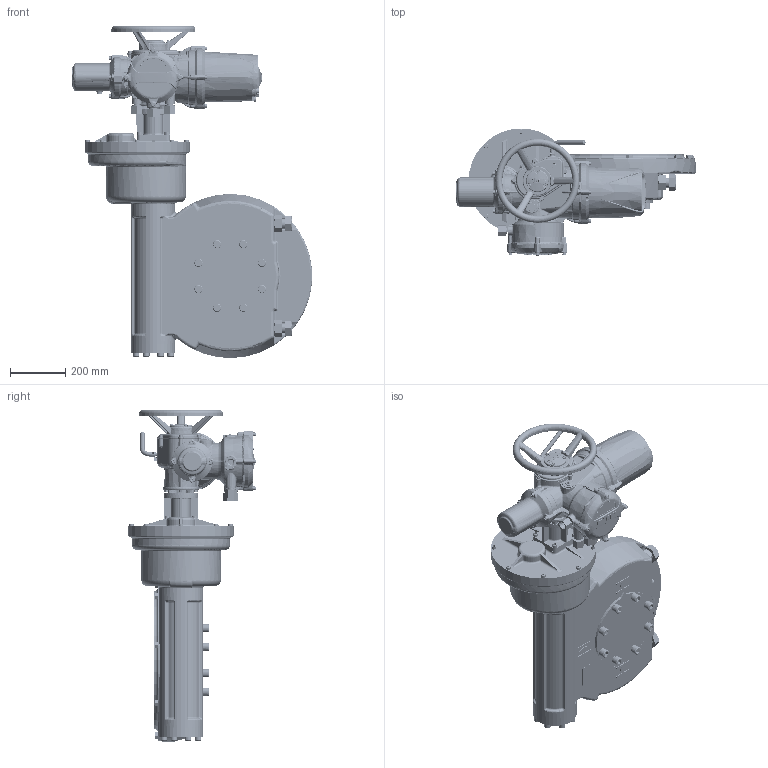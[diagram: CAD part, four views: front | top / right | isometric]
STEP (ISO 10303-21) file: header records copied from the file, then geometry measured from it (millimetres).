
FILE_DESCRIPTION(/* description */ ('Unknown'),/* implementation_level */ '2;1');
FILE_NAME(/* name */ 'II1THWIW9RHSTD-3',/* time_stamp */ '2020-04-01T07:36:03+01:00',/* author */ ('Unknown'),/* organization */ ('Unknown'),/* preprocessor_version */ 'ST-DEVELOPER v16.7',/* originating_system */ 'DEX',/* authorisation */ $);
FILE_SCHEMA (('AUTOMOTIVE_DESIGN {1 0 10303 214 3 1 1}'));
Products named in the file (18): II1THWIW9RHSTD-3; II1-01-std; II1-04THW-std; II1-04CAP-std; II1-05-std; II0-20LONG-std; II0-55-std; II1-02B3B4_F10-std; II0-55-ADPIMP4-std; II0-55-EARTH_M6-std; GB-IW9-SPURFLG_F10; GB-IW9-GCASE; GB-IW9-ENDCAP; GB-IW9-INDPLATE; II0-20SHORT-std; GB-IW9-SPURBOX_RH; GB-IW9-DBUSH_FLA_NOKEY; GB-IW9-OUTFLG_FLA_FFA30
Assembly tree (17 placements, depth 2):
  II1THWIW9RHSTD-3
    II1-01-std
    II1-04THW-std
    II1-04CAP-std
    II1-05-std
    II0-20LONG-std
    II0-55-std
    II1-02B3B4_F10-std
    II0-55-ADPIMP4-std
    II0-55-EARTH_M6-std
    GB-IW9-SPURFLG_F10
    GB-IW9-GCASE
    GB-IW9-ENDCAP
    GB-IW9-INDPLATE
    II0-20SHORT-std
    GB-IW9-SPURBOX_RH
    GB-IW9-DBUSH_FLA_NOKEY
    GB-IW9-OUTFLG_FLA_FFA30
Bounding box: 873.75 x 462 x 1206.75 mm (x, y, z)
Volume: 80721839 mm3; surface area: 3920137.3 mm2
Topology: 53 solids, 73 shells, 9211 faces, 23420 edges, 14232 vertices
Faces by surface type: plane 3423, bspline 2607, cylinder 1289, cone 951, torus 760, sphere 181
Full cylindrical faces by diameter (mm): 0.2 x1, 1.152 x2, 3 x12, 4 x2, 4.753 x1, 4.773 x1, 4.917 x1, 6 x11, 6.2 x1, 6.4 x1, 6.45 x13, 6.47 x13, 6.5 x1, 6.647 x2, 6.75 x1, 7 x4, 7.6 x4, 8 x34, 8.1 x2, 8.2 x1, 8.5 x8, 10 x2, 10.5 x4, 11.78 x1, 12 x1, 13 x24, 13.25 x4, 13.835 x2, 15.5 x1, 16 x20
Entity records: 394284 total; most frequent: CARTESIAN_POINT 142073, ORIENTED_EDGE 44034, DIRECTION 34014, EDGE_CURVE 22017, VERTEX_POINT 13821, AXIS2_PLACEMENT_3D 13668, FACE_BOUND 10382, EDGE_LOOP 10350
